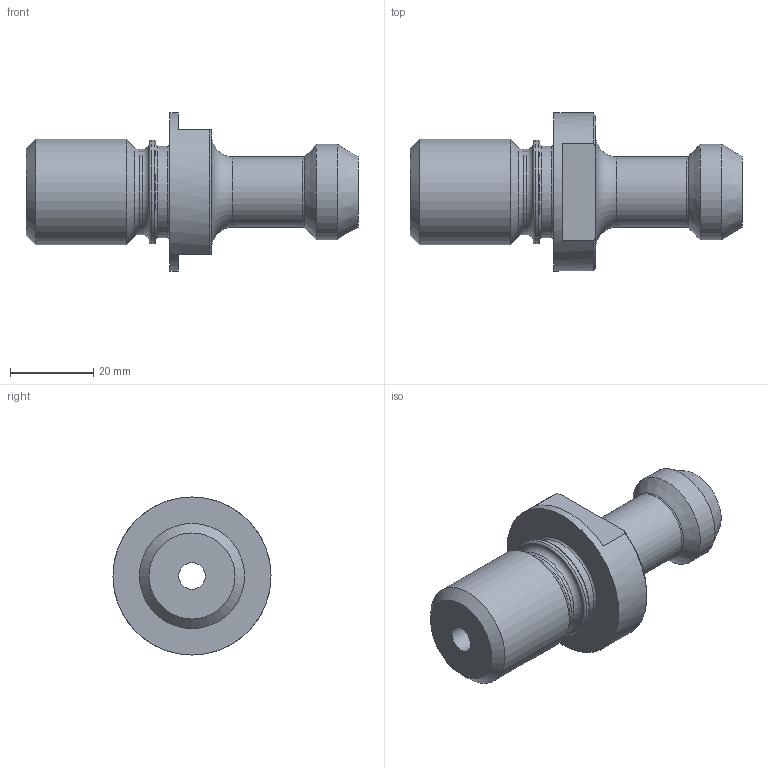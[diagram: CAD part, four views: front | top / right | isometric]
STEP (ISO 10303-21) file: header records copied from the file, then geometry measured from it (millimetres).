
FILE_DESCRIPTION(/* description */ ('RETENTION KNOB'),/* implementation_level */ '2;1');
FILE_NAME(/* name */ 'MAK050TRK.stp',/* time_stamp */ '2020-11-24T15:09:24-05:00',/* author */ ('dalloco'),/* organization */ (''),/* preprocessor_version */ 'ST-DEVELOPER v16.13',/* originating_system */ 'Autodesk Inventor 2018',/* authorisation */ '');
FILE_SCHEMA (('AUTOMOTIVE_DESIGN { 1 0 10303 214 3 1 1 }'));
Length unit declared in the file: inch
Products named in the file (1): MAK050TRK
Bounding box: 79.81 x 38 x 38 mm (x, y, z)
Volume: 33770.7 mm3; surface area: 9911 mm2
Topology: 1 solids, 1 shells, 33 faces, 67 edges, 40 vertices
Faces by surface type: plane 10, cylinder 8, torus 8, cone 7
Full cylindrical faces by diameter (mm): 6.35 x1, 16.942 x1, 20.472 x1, 21.996 x1, 22.962 x1, 24.994 x1, 25.273 x1, 37.998 x1
Entity records: 779 total; most frequent: DIRECTION 140, CARTESIAN_POINT 124, ORIENTED_EDGE 88, AXIS2_PLACEMENT_3D 66, EDGE_LOOP 60, EDGE_CURVE 44, VERTEX_POINT 38, FACE_OUTER_BOUND 33
